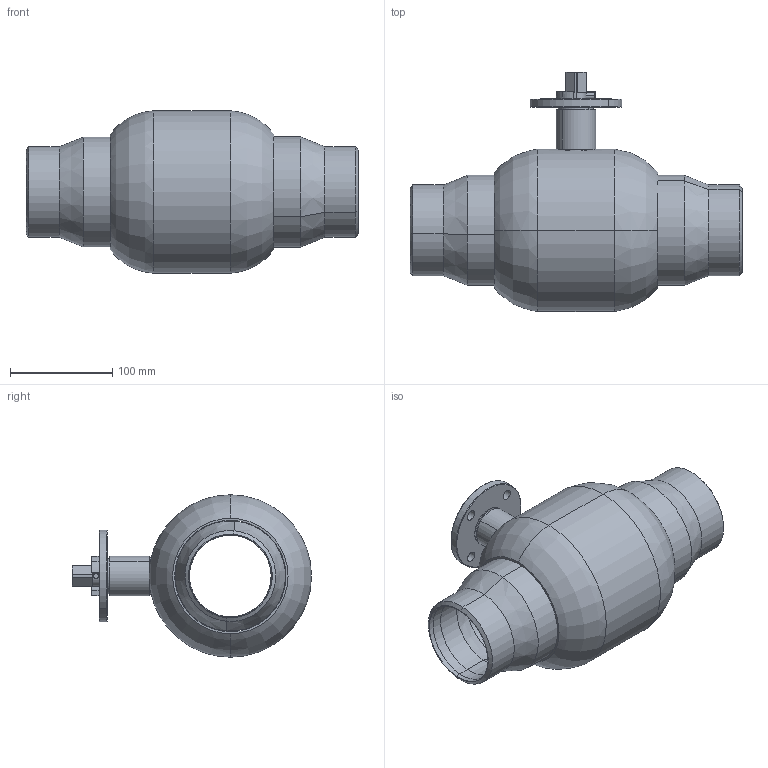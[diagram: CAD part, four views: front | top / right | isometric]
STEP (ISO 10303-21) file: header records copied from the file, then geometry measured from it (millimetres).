
FILE_DESCRIPTION (( 'STEP AP214' ), '1' );
FILE_NAME ('通径DN80焊接球阀-蜗轮盘.STEP', '2026-01-28T03:36:04', ( '' ), ( '' ), 'SwSTEP 2.0', 'SolidWorks 2022', '' );
FILE_SCHEMA (( 'AUTOMOTIVE_DESIGN' ));
Length unit declared in the file: millimetre
Products named in the file (7): Q61F-100-1概极樓馱; Q61F-100-16詩种; 80籵噤諉; 通径DN80焊接球阀-蜗轮盘; Q61F-100-5粣杶; 80-100攫; Q61F-100-3概裝
Assembly tree (7 placements, depth 2):
  通径DN80焊接球阀-蜗轮盘
    Q61F-100-1概极樓馱
    Q61F-100-5粣杶
    80-100攫
    80籵噤諉  x2
    Q61F-100-3概裝
    Q61F-100-16詩种
Bounding box: 325 x 234 x 159 mm (x, y, z)
Volume: 876797.1 mm3; surface area: 346384.6 mm2
Topology: 7 solids, 7 shells, 166 faces, 369 edges, 228 vertices
Faces by surface type: cylinder 79, plane 49, cone 24, torus 14
Entity records: 4946 total; most frequent: CARTESIAN_POINT 1128, DIRECTION 773, ORIENTED_EDGE 638, EDGE_CURVE 319, AXIS2_PLACEMENT_3D 319, VERTEX_POINT 200, EDGE_LOOP 173, CIRCLE 168
